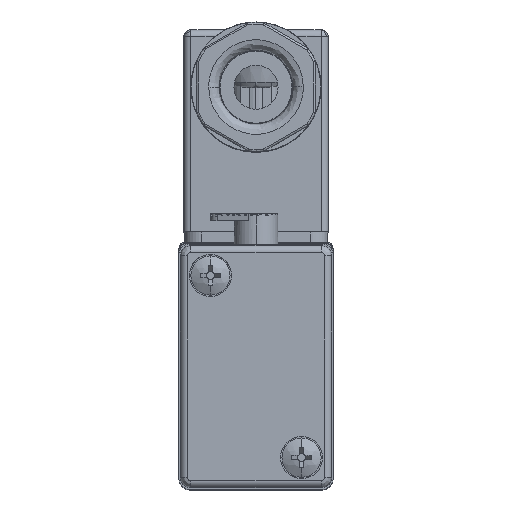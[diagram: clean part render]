
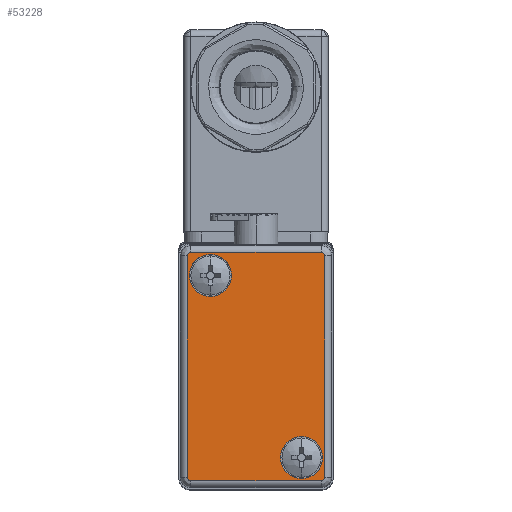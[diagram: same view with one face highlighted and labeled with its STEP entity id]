
A CAD part, top view. The second image highlights one B-rep face of the part: STEP entity #53228.
In plain terms, the highlighted planar face has unit normal (0, 0, 1).
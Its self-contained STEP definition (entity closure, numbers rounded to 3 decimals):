
#1017 = CARTESIAN_POINT ( 'NONE',  ( 3.691, -15.988, 28. ) ) ;
#1249 = DIRECTION ( 'NONE',  ( 1., 0., 0. ) ) ;
#1437 = DIRECTION ( 'NONE',  ( 1., 0., 0. ) ) ;
#2017 = ORIENTED_EDGE ( 'NONE', *, *, #33896, .F. ) ;
#2514 = CARTESIAN_POINT ( 'NONE',  ( -15.909, 15.904, 28. ) ) ;
#2733 = CARTESIAN_POINT ( 'NONE',  ( -6.109, -16.196, 28. ) ) ;
#2827 = LINE ( 'NONE', #30395, #37741 ) ;
#4027 =( BOUNDED_CURVE ( )  B_SPLINE_CURVE ( 3, ( #38424, #43184, #14750, #47971 ),
 .UNSPECIFIED., .F., .F. ) 
 B_SPLINE_CURVE_WITH_KNOTS ( ( 4, 4 ),
 ( 0., 1. ),
 .UNSPECIFIED. ) 
 CURVE ( )  GEOMETRIC_REPRESENTATION_ITEM ( )  RATIONAL_B_SPLINE_CURVE ( ( 1., 0.805, 0.805, 1. ) ) 
 REPRESENTATION_ITEM ( '' )  );
#4834 = ORIENTED_EDGE ( 'NONE', *, *, #9420, .F. ) ;
#5032 = VERTEX_POINT ( 'NONE', #5531 ) ;
#5108 = AXIS2_PLACEMENT_3D ( 'NONE', #5774, #39210, #10769 ) ;
#5531 = CARTESIAN_POINT ( 'NONE',  ( 3.191, 16.404, 28. ) ) ;
#5774 = CARTESIAN_POINT ( 'NONE',  ( -6.109, 0.104, 28. ) ) ;
#6220 = ORIENTED_EDGE ( 'NONE', *, *, #22870, .F. ) ;
#6489 = DIRECTION ( 'NONE',  ( 1., 0., 0. ) ) ;
#6789 = ORIENTED_EDGE ( 'NONE', *, *, #52749, .F. ) ;
#7535 = DIRECTION ( 'NONE',  ( -1., 0., 0. ) ) ;
#8231 = CIRCLE ( 'NONE', #34452, 3. ) ;
#9420 = EDGE_CURVE ( 'NONE', #44247, #39520, #57643, .T. ) ;
#10737 = EDGE_CURVE ( 'NONE', #59694, #33298, #8231, .T. ) ;
#10769 = DIRECTION ( 'NONE',  ( -1., 0., 0. ) ) ;
#12044 = ORIENTED_EDGE ( 'NONE', *, *, #10737, .F. ) ;
#12106 = CARTESIAN_POINT ( 'NONE',  ( -15.909, 0.104, 28. ) ) ;
#13393 = CARTESIAN_POINT ( 'NONE',  ( -15.909, -15.696, 28. ) ) ;
#13901 = CARTESIAN_POINT ( 'NONE',  ( -12.609, 13.104, 28. ) ) ;
#13929 = CIRCLE ( 'NONE', #41763, 3. ) ;
#14419 = VECTOR ( 'NONE', #6489, 1000. ) ;
#14750 = CARTESIAN_POINT ( 'NONE',  ( 3.691, 16.197, 28. ) ) ;
#15860 = FACE_BOUND ( 'NONE', #29284, .T. ) ;
#15999 = CARTESIAN_POINT ( 'NONE',  ( 3.691, -15.696, 28. ) ) ;
#16739 = VECTOR ( 'NONE', #16868, 1000. ) ;
#16868 = DIRECTION ( 'NONE',  ( 0., 1., 0. ) ) ;
#17446 = ORIENTED_EDGE ( 'NONE', *, *, #18880, .F. ) ;
#18242 = EDGE_LOOP ( 'NONE', ( #6220, #12044 ) ) ;
#18508 = ORIENTED_EDGE ( 'NONE', *, *, #30681, .F. ) ;
#18654 = DIRECTION ( 'NONE',  ( 1., 0., 0. ) ) ;
#18847 = CIRCLE ( 'NONE', #57614, 3. ) ;
#18880 = EDGE_CURVE ( 'NONE', #50123, #48761, #46460, .T. ) ;
#19001 = CARTESIAN_POINT ( 'NONE',  ( 3.191, -16.196, 28. ) ) ;
#19580 = CARTESIAN_POINT ( 'NONE',  ( 0.391, -12.896, 28. ) ) ;
#19837 = EDGE_CURVE ( 'NONE', #25173, #57943, #18847, .T. ) ;
#20288 = CARTESIAN_POINT ( 'NONE',  ( -15.909, 15.904, 28. ) ) ;
#22870 = EDGE_CURVE ( 'NONE', #33298, #59694, #13929, .T. ) ;
#23348 = EDGE_CURVE ( 'NONE', #48761, #29790, #61390, .T. ) ;
#24385 = DIRECTION ( 'NONE',  ( 1., 0., 0. ) ) ;
#24615 = CARTESIAN_POINT ( 'NONE',  ( 3.691, 15.904, 28. ) ) ;
#25173 = VERTEX_POINT ( 'NONE', #42463 ) ;
#26906 = ORIENTED_EDGE ( 'NONE', *, *, #19837, .F. ) ;
#27020 = FACE_BOUND ( 'NONE', #18242, .T. ) ;
#27925 = ORIENTED_EDGE ( 'NONE', *, *, #43755, .F. ) ;
#28549 = LINE ( 'NONE', #44061, #14419 ) ;
#29284 = EDGE_LOOP ( 'NONE', ( #26906, #2017 ) ) ;
#29401 =( BOUNDED_CURVE ( )  B_SPLINE_CURVE ( 3, ( #29460, #1017, #58102, #29649 ),
 .UNSPECIFIED., .F., .F. ) 
 B_SPLINE_CURVE_WITH_KNOTS ( ( 4, 4 ),
 ( 0., 1. ),
 .UNSPECIFIED. ) 
 CURVE ( )  GEOMETRIC_REPRESENTATION_ITEM ( )  RATIONAL_B_SPLINE_CURVE ( ( 1., 0.805, 0.805, 1. ) ) 
 REPRESENTATION_ITEM ( '' )  );
#29460 = CARTESIAN_POINT ( 'NONE',  ( 3.691, -15.696, 28. ) ) ;
#29649 = CARTESIAN_POINT ( 'NONE',  ( 3.191, -16.196, 28. ) ) ;
#29667 = DIRECTION ( 'NONE',  ( 0., 0., 1. ) ) ;
#29709 = AXIS2_PLACEMENT_3D ( 'NONE', #19580, #52799, #24385 ) ;
#29790 = VERTEX_POINT ( 'NONE', #13393 ) ;
#29887 = DIRECTION ( 'NONE',  ( 0., 0., 1. ) ) ;
#30395 = CARTESIAN_POINT ( 'NONE',  ( 3.691, 0.104, 28. ) ) ;
#30681 = EDGE_CURVE ( 'NONE', #5032, #52230, #4027, .T. ) ;
#30865 = LINE ( 'NONE', #12106, #16739 ) ;
#31950 = EDGE_CURVE ( 'NONE', #39520, #5032, #28549, .T. ) ;
#32340 = VECTOR ( 'NONE', #7535, 1000. ) ;
#33298 = VERTEX_POINT ( 'NONE', #53483 ) ;
#33896 = EDGE_CURVE ( 'NONE', #57943, #25173, #57328, .T. ) ;
#34402 = PLANE ( 'NONE',  #5108 ) ;
#34452 = AXIS2_PLACEMENT_3D ( 'NONE', #58122, #29667, #1249 ) ;
#35177 = EDGE_LOOP ( 'NONE', ( #18508, #60481, #4834, #38383, #40080, #17446, #6789, #27925 ) ) ;
#37098 = CARTESIAN_POINT ( 'NONE',  ( -15.409, -16.196, 28. ) ) ;
#37741 = VECTOR ( 'NONE', #49505, 1000. ) ;
#38154 = FACE_OUTER_BOUND ( 'NONE', #35177, .T. ) ;
#38383 = ORIENTED_EDGE ( 'NONE', *, *, #38562, .F. ) ;
#38424 = CARTESIAN_POINT ( 'NONE',  ( 3.191, 16.404, 28. ) ) ;
#38562 = EDGE_CURVE ( 'NONE', #29790, #44247, #30865, .T. ) ;
#39188 = CARTESIAN_POINT ( 'NONE',  ( -15.702, 16.404, 28. ) ) ;
#39210 = DIRECTION ( 'NONE',  ( 0., 0., -1. ) ) ;
#39520 = VERTEX_POINT ( 'NONE', #48731 ) ;
#39879 = CARTESIAN_POINT ( 'NONE',  ( -15.409, -16.196, 28. ) ) ;
#40080 = ORIENTED_EDGE ( 'NONE', *, *, #23348, .F. ) ;
#41763 = AXIS2_PLACEMENT_3D ( 'NONE', #13901, #47117, #18654 ) ;
#42463 = CARTESIAN_POINT ( 'NONE',  ( 3.391, -12.896, 28. ) ) ;
#43184 = CARTESIAN_POINT ( 'NONE',  ( 3.484, 16.404, 28. ) ) ;
#43755 = EDGE_CURVE ( 'NONE', #52230, #45184, #2827, .T. ) ;
#43957 = CARTESIAN_POINT ( 'NONE',  ( -15.909, 16.197, 28. ) ) ;
#44061 = CARTESIAN_POINT ( 'NONE',  ( -6.109, 16.404, 28. ) ) ;
#44247 = VERTEX_POINT ( 'NONE', #2514 ) ;
#44791 = CARTESIAN_POINT ( 'NONE',  ( -15.609, 13.104, 28. ) ) ;
#45184 = VERTEX_POINT ( 'NONE', #15999 ) ;
#46460 = LINE ( 'NONE', #2733, #32340 ) ;
#46666 = CARTESIAN_POINT ( 'NONE',  ( -15.702, -16.196, 28. ) ) ;
#47117 = DIRECTION ( 'NONE',  ( 0., 0., 1. ) ) ;
#47971 = CARTESIAN_POINT ( 'NONE',  ( 3.691, 15.904, 28. ) ) ;
#48731 = CARTESIAN_POINT ( 'NONE',  ( -15.409, 16.404, 28. ) ) ;
#48761 = VERTEX_POINT ( 'NONE', #39879 ) ;
#49379 = CARTESIAN_POINT ( 'NONE',  ( -2.609, -12.896, 28. ) ) ;
#49505 = DIRECTION ( 'NONE',  ( 0., -1., 0. ) ) ;
#50123 = VERTEX_POINT ( 'NONE', #19001 ) ;
#51451 = CARTESIAN_POINT ( 'NONE',  ( -15.909, -15.988, 28. ) ) ;
#52230 = VERTEX_POINT ( 'NONE', #24615 ) ;
#52749 = EDGE_CURVE ( 'NONE', #45184, #50123, #29401, .T. ) ;
#52799 = DIRECTION ( 'NONE',  ( 0., 0., 1. ) ) ;
#53228 = ADVANCED_FACE ( 'NONE', ( #15860, #27020, #38154 ), #34402, .F. ) ;
#53483 = CARTESIAN_POINT ( 'NONE',  ( -9.609, 13.104, 28. ) ) ;
#53510 = CARTESIAN_POINT ( 'NONE',  ( -15.409, 16.404, 28. ) ) ;
#56227 = CARTESIAN_POINT ( 'NONE',  ( -15.909, -15.696, 28. ) ) ;
#57328 = CIRCLE ( 'NONE', #29709, 3. ) ;
#57614 = AXIS2_PLACEMENT_3D ( 'NONE', #58337, #29887, #1437 ) ;
#57643 =( BOUNDED_CURVE ( )  B_SPLINE_CURVE ( 3, ( #20288, #43957, #39188, #53510 ),
 .UNSPECIFIED., .F., .T. ) 
 B_SPLINE_CURVE_WITH_KNOTS ( ( 4, 4 ),
 ( 0., 1. ),
 .UNSPECIFIED. ) 
 CURVE ( )  GEOMETRIC_REPRESENTATION_ITEM ( )  RATIONAL_B_SPLINE_CURVE ( ( 1., 0.805, 0.805, 1. ) ) 
 REPRESENTATION_ITEM ( '' )  );
#57943 = VERTEX_POINT ( 'NONE', #49379 ) ;
#58102 = CARTESIAN_POINT ( 'NONE',  ( 3.484, -16.196, 28. ) ) ;
#58122 = CARTESIAN_POINT ( 'NONE',  ( -12.609, 13.104, 28. ) ) ;
#58337 = CARTESIAN_POINT ( 'NONE',  ( 0.391, -12.896, 28. ) ) ;
#59694 = VERTEX_POINT ( 'NONE', #44791 ) ;
#60481 = ORIENTED_EDGE ( 'NONE', *, *, #31950, .F. ) ;
#61390 =( BOUNDED_CURVE ( )  B_SPLINE_CURVE ( 3, ( #37098, #46666, #51451, #56227 ),
 .UNSPECIFIED., .F., .F. ) 
 B_SPLINE_CURVE_WITH_KNOTS ( ( 4, 4 ),
 ( 0., 1. ),
 .UNSPECIFIED. ) 
 CURVE ( )  GEOMETRIC_REPRESENTATION_ITEM ( )  RATIONAL_B_SPLINE_CURVE ( ( 1., 0.805, 0.805, 1. ) ) 
 REPRESENTATION_ITEM ( '' )  );
